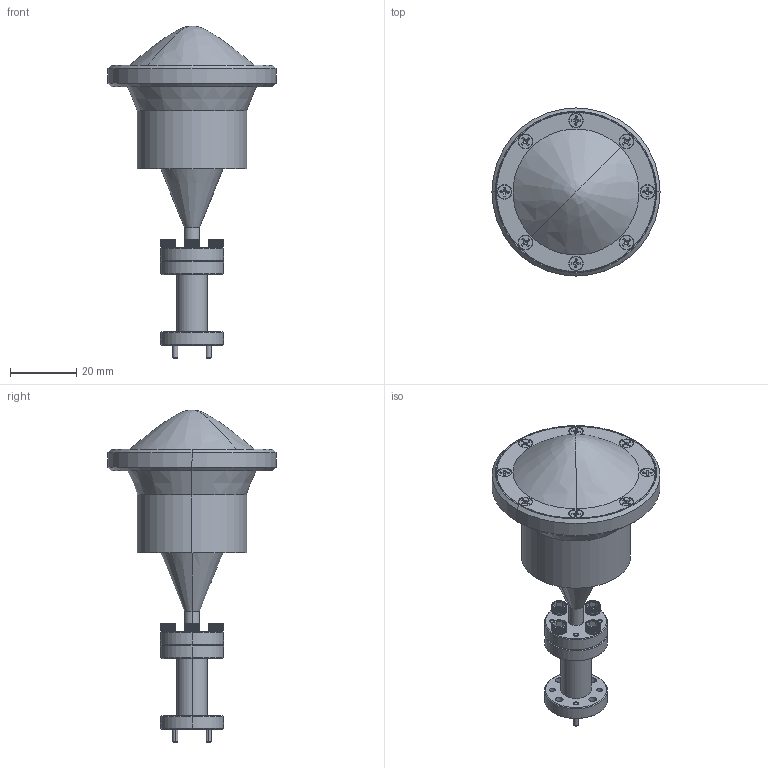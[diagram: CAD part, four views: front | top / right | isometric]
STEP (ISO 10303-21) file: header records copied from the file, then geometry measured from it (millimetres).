
FILE_DESCRIPTION (( 'STEP AP214' ), '1' );
FILE_NAME ('AQ-RG-1.5-C059-A.STEP', '2025-02-05T00:47:16', ( '' ), ( '' ), 'SwSTEP 2.0', 'SolidWorks 2021', '' );
FILE_SCHEMA (( 'AUTOMOTIVE_DESIGN' ));
Length unit declared in the file: inch
Products named in the file (1): AQ-RG-1.5-C059-A
Bounding box: 50.8 x 50.8 x 100.3 mm (x, y, z)
Volume: 47357.9 mm3; surface area: 12986.6 mm2
Topology: 3 solids, 7 shells, 1421 faces, 3987 edges, 2595 vertices
Faces by surface type: plane 600, cylinder 558, cone 217, bspline 38, torus 8
Entity records: 78446 total; most frequent: CARTESIAN_POINT 26918, ORIENTED_EDGE 7906, DIRECTION 5981, EDGE_CURVE 3953, VERTEX_POINT 2595, AXIS2_PLACEMENT_3D 2300, EDGE_LOOP 1526, ADVANCED_FACE 1421
